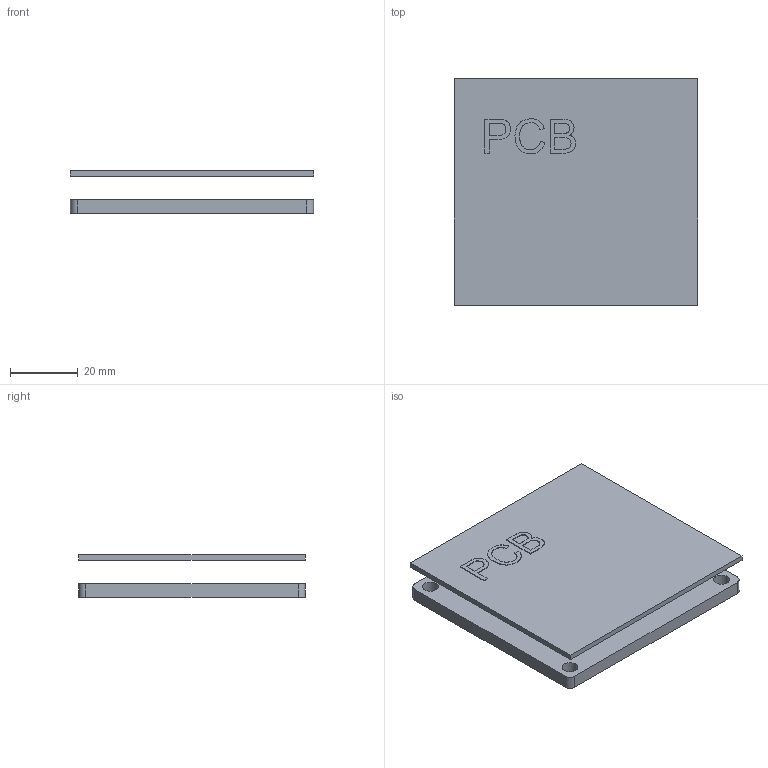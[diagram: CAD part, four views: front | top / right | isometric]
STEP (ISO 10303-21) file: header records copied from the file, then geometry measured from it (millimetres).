
FILE_DESCRIPTION(/* description */ (''),/* implementation_level */ '2;1');
FILE_NAME(/* name */ 'Plaid case.step',/* time_stamp */ '2025-12-08T16:59:45Z',/* author */ (''),/* organization */ (''),/* preprocessor_version */ 'ST-DEVELOPER v20.1',/* originating_system */ 'Autodesk Translation Framework v14.21.0.0',/* authorisation */ '');
FILE_SCHEMA (('AUTOMOTIVE_DESIGN { 1 0 10303 214 3 1 1 }'));
Length unit declared in the file: millimetre
Products named in the file (1): 2025-12-06-16-52-57-663
Bounding box: 72 x 67 x 13 mm (x, y, z)
Volume: 26743.9 mm3; surface area: 20971.2 mm2
Topology: 2 solids, 2 shells, 229 faces, 624 edges, 416 vertices
Faces by surface type: bspline 138, plane 83, cylinder 8
Full cylindrical faces by diameter (mm): 4.7 x4
Entity records: 8536 total; most frequent: CARTESIAN_POINT 3616, ORIENTED_EDGE 1248, EDGE_CURVE 624, DIRECTION 548, VERTEX_POINT 416, LINE 332, VECTOR 332, B_SPLINE_CURVE_WITH_KNOTS 276
